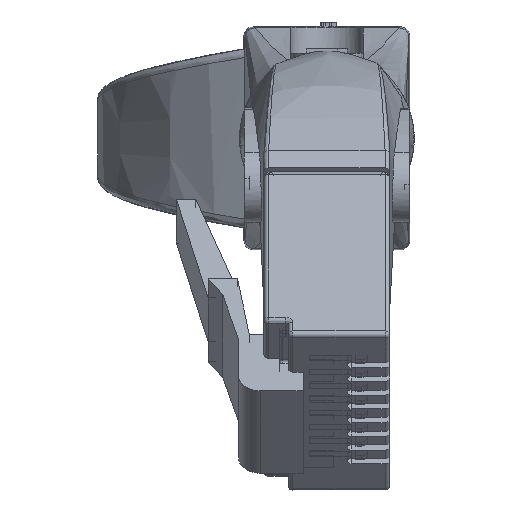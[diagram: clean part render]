
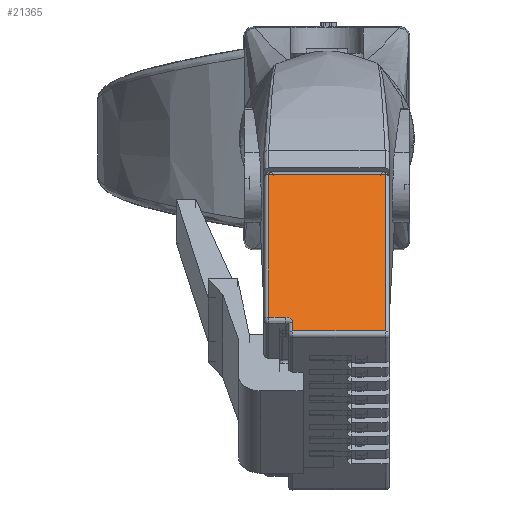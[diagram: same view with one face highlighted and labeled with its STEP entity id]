
A CAD part, left-side view. The second image highlights one B-rep face of the part: STEP entity #21365.
In plain terms, the highlighted face is planar.
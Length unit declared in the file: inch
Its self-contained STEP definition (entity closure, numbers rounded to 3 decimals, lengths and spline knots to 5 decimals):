
#708 = LINE ( 'NONE', #42115, #28832 ) ;
#1054 = CIRCLE ( 'NONE', #28739, 0.015 ) ;
#1213 = VERTEX_POINT ( 'NONE', #20330 ) ;
#1225 = VERTEX_POINT ( 'NONE', #20327 ) ;
#1247 = VERTEX_POINT ( 'NONE', #6032 ) ;
#1297 = VERTEX_POINT ( 'NONE', #6033 ) ;
#1474 = EDGE_LOOP ( 'NONE', ( #37366, #37458, #37434, #37519, #37693, #37624, #37429 ) ) ;
#1522 = VERTEX_POINT ( 'NONE', #6210 ) ;
#1632 = VERTEX_POINT ( 'NONE', #6268 ) ;
#1633 = VERTEX_POINT ( 'NONE', #6267 ) ;
#6032 = CARTESIAN_POINT ( 'NONE',  ( 0.23, 0.12, -0.465 ) ) ;
#6033 = CARTESIAN_POINT ( 'NONE',  ( 0.23, 0.07, -0.01 ) ) ;
#6210 = CARTESIAN_POINT ( 'NONE',  ( 0.23, -0.12, -0.01 ) ) ;
#6267 = CARTESIAN_POINT ( 'NONE',  ( 0.23, 0.07, -0.035 ) ) ;
#6268 = CARTESIAN_POINT ( 'NONE',  ( 0.23, 0.12, -0.05 ) ) ;
#12629 = VECTOR ( 'NONE', #42184, 39.37008 ) ;
#12637 = LINE ( 'NONE', #42188, #12629 ) ;
#14877 = LINE ( 'NONE', #42018, #19630 ) ;
#18433 = LINE ( 'NONE', #42032, #19142 ) ;
#19142 = VECTOR ( 'NONE', #42118, 39.37008 ) ;
#19402 = EDGE_CURVE ( 'NONE', #1522, #1225, #28830, .T. ) ;
#19403 = EDGE_CURVE ( 'NONE', #1225, #1247, #24032, .T. ) ;
#19404 = EDGE_CURVE ( 'NONE', #1247, #1632, #18433, .T. ) ;
#19405 = EDGE_CURVE ( 'NONE', #1632, #1213, #12637, .T. ) ;
#19406 = EDGE_CURVE ( 'NONE', #1213, #1633, #1054, .T. ) ;
#19407 = EDGE_CURVE ( 'NONE', #1633, #1297, #708, .T. ) ;
#19408 = EDGE_CURVE ( 'NONE', #1297, #1522, #14877, .T. ) ;
#19630 = VECTOR ( 'NONE', #42179, 39.37008 ) ;
#20327 = CARTESIAN_POINT ( 'NONE',  ( 0.23, -0.12, -0.465 ) ) ;
#20330 = CARTESIAN_POINT ( 'NONE',  ( 0.23, 0.085, -0.05 ) ) ;
#21365 = ADVANCED_FACE ( 'NONE', ( #32053 ), #39233, .T. ) ;
#24032 = LINE ( 'NONE', #42130, #24033 ) ;
#24033 = VECTOR ( 'NONE', #42183, 39.37008 ) ;
#28739 = AXIS2_PLACEMENT_3D ( 'NONE', #42029, #42067, #42239 ) ;
#28830 = LINE ( 'NONE', #42124, #28833 ) ;
#28832 = VECTOR ( 'NONE', #42024, 39.37008 ) ;
#28833 = VECTOR ( 'NONE', #42120, 39.37008 ) ;
#32053 = FACE_OUTER_BOUND ( 'NONE', #1474, .T. ) ;
#33305 = AXIS2_PLACEMENT_3D ( 'NONE', #39232, #39237, #39238 ) ;
#37366 = ORIENTED_EDGE ( 'NONE', *, *, #19402, .T. ) ;
#37429 = ORIENTED_EDGE ( 'NONE', *, *, #19408, .T. ) ;
#37434 = ORIENTED_EDGE ( 'NONE', *, *, #19404, .T. ) ;
#37458 = ORIENTED_EDGE ( 'NONE', *, *, #19403, .T. ) ;
#37519 = ORIENTED_EDGE ( 'NONE', *, *, #19405, .T. ) ;
#37624 = ORIENTED_EDGE ( 'NONE', *, *, #19407, .T. ) ;
#37693 = ORIENTED_EDGE ( 'NONE', *, *, #19406, .T. ) ;
#39232 = CARTESIAN_POINT ( 'NONE',  ( 0.23, 0.13, -0.485 ) ) ;
#39233 = PLANE ( 'NONE',  #33305 ) ;
#39237 = DIRECTION ( 'NONE',  ( 1., 0., 0. ) ) ;
#39238 = DIRECTION ( 'NONE',  ( 0., 1., 0. ) ) ;
#42018 = CARTESIAN_POINT ( 'NONE',  ( 0.23, 0.13, -0.01 ) ) ;
#42024 = DIRECTION ( 'NONE',  ( 0., 0., 1. ) ) ;
#42029 = CARTESIAN_POINT ( 'NONE',  ( 0.23, 0.085, -0.035 ) ) ;
#42032 = CARTESIAN_POINT ( 'NONE',  ( 0.23, 0.12, -0.485 ) ) ;
#42067 = DIRECTION ( 'NONE',  ( -1., 0., 0. ) ) ;
#42115 = CARTESIAN_POINT ( 'NONE',  ( 0.23, 0.07, -0.485 ) ) ;
#42118 = DIRECTION ( 'NONE',  ( 0., 0., 1. ) ) ;
#42120 = DIRECTION ( 'NONE',  ( 0., 0., -1. ) ) ;
#42124 = CARTESIAN_POINT ( 'NONE',  ( 0.23, -0.12, -0.485 ) ) ;
#42130 = CARTESIAN_POINT ( 'NONE',  ( 0.23, 0.12, -0.465 ) ) ;
#42179 = DIRECTION ( 'NONE',  ( 0., -1., 0. ) ) ;
#42183 = DIRECTION ( 'NONE',  ( 0., 1., 0. ) ) ;
#42184 = DIRECTION ( 'NONE',  ( 0., -1., 0. ) ) ;
#42188 = CARTESIAN_POINT ( 'NONE',  ( 0.23, 0.13, -0.05 ) ) ;
#42239 = DIRECTION ( 'NONE',  ( 0., 1., 0. ) ) ;
